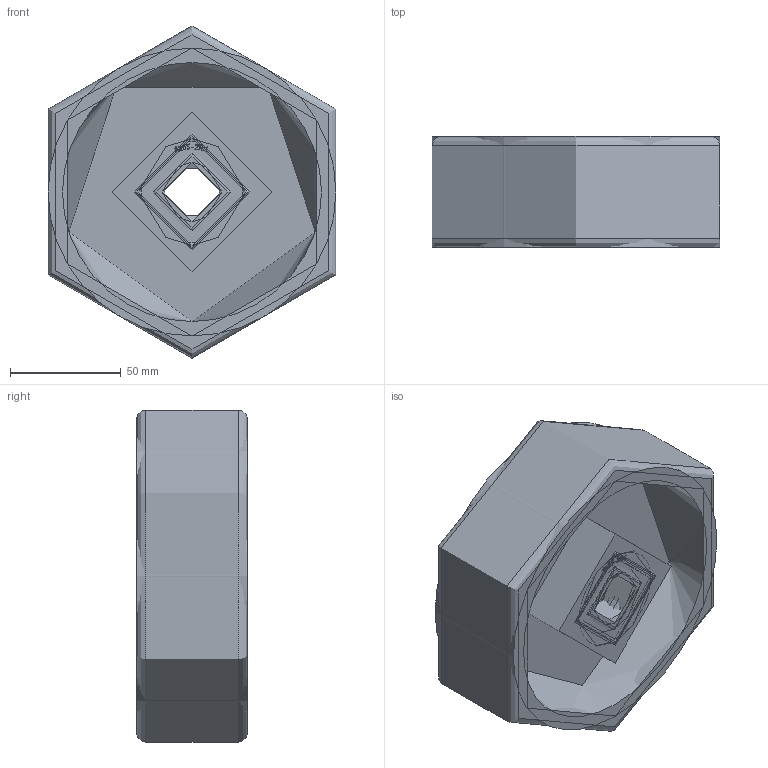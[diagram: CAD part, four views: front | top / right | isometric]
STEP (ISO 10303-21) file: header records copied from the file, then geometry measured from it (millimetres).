
FILE_DESCRIPTION(/* description */ (''),/* implementation_level */ '2;1');
FILE_NAME(/* name */ 'VPT1505025BJ.step',/* time_stamp */ '2024-06-11T16:28:39+01:00',/* author */ (''),/* organization */ (''),/* preprocessor_version */ 'ST-DEVELOPER v20',/* originating_system */ 'Autodesk Translation Framework v13.14.0.145',/* authorisation */ '');
FILE_SCHEMA (('AUTOMOTIVE_DESIGN { 1 0 10303 214 3 1 1 }'));
Length unit declared in the file: millimetre
Products named in the file (22): VPT1505025BJ; VPT1505020H7 v2; VULKOLLAN POLYURETHANE TYRE; CAST IRON CENTRE; BEARING6205 v1; BEARING6205; INNER; OUTER; Pattern; Component4; MIDDLE; RUBBER; BEARING6205 v1 (1); BEARING6205 (1); INNER (1); OUTER (1); Pattern (1); Component4 (1); MIDDLE (1); RUBBER (1); BSM25XM20 - BEARING SPACER v1; BSM25X20
Assembly tree (41 placements, depth 5):
  VPT1505025BJ
    VPT1505020H7 v2
      VULKOLLAN POLYURETHANE TYRE
      CAST IRON CENTRE
    BEARING6205 v1
      BEARING6205
        INNER
        OUTER
        Pattern
          Component4  x10
        MIDDLE
        RUBBER  x2
    BEARING6205 v1 (1)
      BEARING6205 (1)
        INNER (1)
        OUTER (1)
        Pattern (1)
          Component4 (1)  x10
        MIDDLE (1)
        RUBBER (1)  x2
    BSM25XM20 - BEARING SPACER v1
      BSM25X20
Bounding box: 130 x 50 x 150 mm (x, y, z)
Volume: 533383.2 mm3; surface area: 166481.2 mm2
Topology: 33 solids, 33 shells, 798 faces, 2148 edges, 1434 vertices
Faces by surface type: bspline 336, plane 300, sphere 80, cylinder 56, torus 26
Full cylindrical faces by diameter (mm): 25 x2, 25.5 x1, 30 x1, 32.28 x2, 34.35 x8, 34.71 x4, 35.21 x4, 36.28 x2, 44.28 x2, 45.21 x4, 45.71 x4, 46.21 x8, 48 x1, 48.28 x2, 52 x4, 71.5 x2, 117 x2, 130 x2, 150 x1
Entity records: 21112 total; most frequent: CARTESIAN_POINT 9294, ORIENTED_EDGE 2588, DIRECTION 1884, EDGE_CURVE 1294, VERTEX_POINT 870, AXIS2_PLACEMENT_3D 710, EDGE_LOOP 574, B_SPLINE_CURVE_WITH_KNOTS 496
